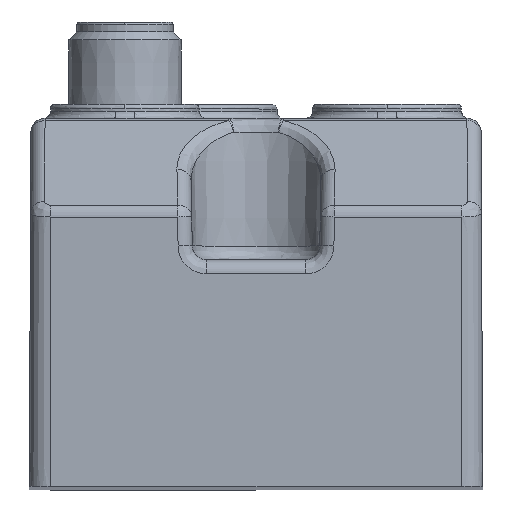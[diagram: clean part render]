
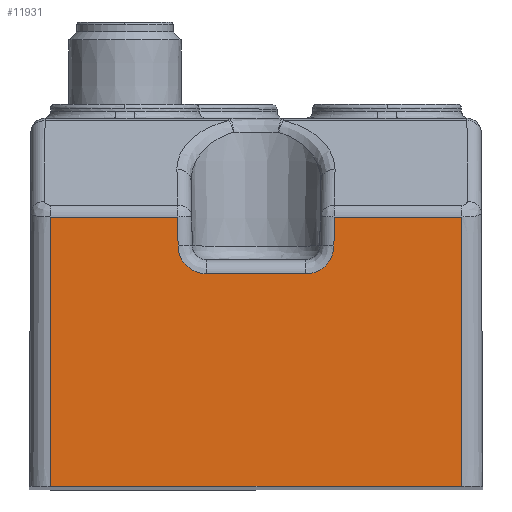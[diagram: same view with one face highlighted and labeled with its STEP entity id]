
A CAD part, top view. The second image highlights one B-rep face of the part: STEP entity #11931.
In plain terms, the highlighted planar face has unit normal (0, 0.004, 1).
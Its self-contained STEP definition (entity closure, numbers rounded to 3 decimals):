
#327 = CARTESIAN_POINT ( 'NONE',  ( -3.5, 17.004, 72.435 ) ) ;
#1096 = CARTESIAN_POINT ( 'NONE',  ( 0., 2., 72.5 ) ) ;
#2307 = DIRECTION ( 'NONE',  ( 0., 0.004, 1. ) ) ;
#2645 = CARTESIAN_POINT ( 'NONE',  ( -14.5, 21.016, 72.417 ) ) ;
#2838 = CARTESIAN_POINT ( 'NONE',  ( 14.5, 2., 72.5 ) ) ;
#3429 = VECTOR ( 'NONE', #38350, 1000. ) ;
#3666 = DIRECTION ( 'NONE',  ( 0., 1., -0.004 ) ) ;
#3688 = CARTESIAN_POINT ( 'NONE',  ( -4.17, 17.12, 72.434 ) ) ;
#4024 = LINE ( 'NONE', #15648, #45814 ) ;
#4097 = LINE ( 'NONE', #18319, #3429 ) ;
#4220 = CARTESIAN_POINT ( 'NONE',  ( -5.301, 18.134, 72.43 ) ) ;
#4389 = CARTESIAN_POINT ( 'NONE',  ( -4.022, 17.072, 72.434 ) ) ;
#4776 = CARTESIAN_POINT ( 'NONE',  ( 5.361, 18.272, 72.429 ) ) ;
#4947 = CARTESIAN_POINT ( 'NONE',  ( -5.5, 18.969, 72.426 ) ) ;
#5051 = EDGE_CURVE ( 'NONE', #7963, #19783, #50935, .T. ) ;
#5323 = EDGE_CURVE ( 'NONE', #7956, #33731, #4024, .T. ) ;
#5930 = LINE ( 'NONE', #43019, #30025 ) ;
#7040 = VECTOR ( 'NONE', #8876, 1000. ) ;
#7086 = EDGE_CURVE ( 'NONE', #43979, #30132, #39374, .T. ) ;
#7173 = DIRECTION ( 'NONE',  ( -1., 0., 0. ) ) ;
#7592 = CARTESIAN_POINT ( 'NONE',  ( -4.483, 17.241, 72.433 ) ) ;
#7952 = CARTESIAN_POINT ( 'NONE',  ( -5.445, 18.475, 72.428 ) ) ;
#7956 = VERTEX_POINT ( 'NONE', #4947 ) ;
#7963 = VERTEX_POINT ( 'NONE', #33107 ) ;
#8163 = CARTESIAN_POINT ( 'NONE',  ( 5.423, 18.449, 72.428 ) ) ;
#8285 = CARTESIAN_POINT ( 'NONE',  ( -4.213, 17.136, 72.434 ) ) ;
#8876 = DIRECTION ( 'NONE',  ( -1., 0., 0. ) ) ;
#10029 = ORIENTED_EDGE ( 'NONE', *, *, #28539, .F. ) ;
#11931 = ADVANCED_FACE ( 'NONE', ( #31973 ), #38459, .T. ) ;
#12378 = CARTESIAN_POINT ( 'NONE',  ( -4.707, 17.387, 72.433 ) ) ;
#12779 = CARTESIAN_POINT ( 'NONE',  ( 0., 17.004, 72.435 ) ) ;
#13119 = CARTESIAN_POINT ( 'NONE',  ( 3.5, 17.004, 72.435 ) ) ;
#13238 = ORIENTED_EDGE ( 'NONE', *, *, #17614, .T. ) ;
#13283 = CARTESIAN_POINT ( 'NONE',  ( 4.648, 17.356, 72.433 ) ) ;
#13623 = CARTESIAN_POINT ( 'NONE',  ( 5.356, 18.259, 72.429 ) ) ;
#13905 = VECTOR ( 'NONE', #7173, 1000. ) ;
#14344 = CARTESIAN_POINT ( 'NONE',  ( 0., 2., 72.5 ) ) ;
#15030 = EDGE_CURVE ( 'NONE', #50540, #23683, #32342, .T. ) ;
#15291 = LINE ( 'NONE', #1096, #7040 ) ;
#15648 = CARTESIAN_POINT ( 'NONE',  ( -5.5, 18.969, 72.426 ) ) ;
#16105 = CARTESIAN_POINT ( 'NONE',  ( -3.811, 17.022, 72.434 ) ) ;
#16137 = CARTESIAN_POINT ( 'NONE',  ( 5.5, 18.969, 72.426 ) ) ;
#16265 = CARTESIAN_POINT ( 'NONE',  ( -5.322, 18.18, 72.429 ) ) ;
#16306 = CARTESIAN_POINT ( 'NONE',  ( 5.389, 18.345, 72.429 ) ) ;
#16431 = CARTESIAN_POINT ( 'NONE',  ( -4.999, 17.673, 72.432 ) ) ;
#16446 = LINE ( 'NONE', #28384, #13905 ) ;
#17510 = ORIENTED_EDGE ( 'NONE', *, *, #5051, .T. ) ;
#17614 = EDGE_CURVE ( 'NONE', #30132, #7963, #4097, .T. ) ;
#17686 = CARTESIAN_POINT ( 'NONE',  ( -5.535, 21.016, 72.417 ) ) ;
#18319 = CARTESIAN_POINT ( 'NONE',  ( 0., 21.016, 72.417 ) ) ;
#19550 = DIRECTION ( 'NONE',  ( -0.017, 1., -0.004 ) ) ;
#19783 = VERTEX_POINT ( 'NONE', #29373 ) ;
#20835 = EDGE_CURVE ( 'NONE', #33731, #49361, #16446, .T. ) ;
#21090 = ORIENTED_EDGE ( 'NONE', *, *, #7086, .T. ) ;
#21563 = VECTOR ( 'NONE', #41627, 1000. ) ;
#22241 = AXIS2_PLACEMENT_3D ( 'NONE', #14344, #2307, #30632 ) ;
#22437 = VERTEX_POINT ( 'NONE', #42660 ) ;
#22881 = VECTOR ( 'NONE', #43815, 1000. ) ;
#22912 = CARTESIAN_POINT ( 'NONE',  ( 3.5, 17.004, 72.435 ) ) ;
#23457 = CARTESIAN_POINT ( 'NONE',  ( 14.5, 2., 72.5 ) ) ;
#23559 = ORIENTED_EDGE ( 'NONE', *, *, #20835, .T. ) ;
#23683 = VERTEX_POINT ( 'NONE', #47977 ) ;
#25282 = CARTESIAN_POINT ( 'NONE',  ( 4.244, 17.148, 72.434 ) ) ;
#25460 = CARTESIAN_POINT ( 'NONE',  ( 3.995, 17.05, 72.434 ) ) ;
#26629 = B_SPLINE_CURVE_WITH_KNOTS ( 'NONE', 3,
 ( #16137, #32426, #44441, #8163, #16306, #29582, #4776, #13623, #41959, #49593, #49768, #13283, #45652, #49416, #45479, #41786, #25282, #25460, #41448, #13119 ),
 .UNSPECIFIED., .F., .F.,
 ( 4, 1, 1, 1, 2, 2, 2, 1, 1, 1, 2, 2, 4 ),
 ( 0., 0.125, 0.187, 0.219, 0.234, 0.25, 0.5, 0.625, 0.687, 0.719, 0.734, 0.75, 1. ),
 .UNSPECIFIED. ) ;
#28325 = CARTESIAN_POINT ( 'NONE',  ( -5.5, 18.969, 72.426 ) ) ;
#28384 = CARTESIAN_POINT ( 'NONE',  ( 0., 21.016, 72.417 ) ) ;
#28539 = EDGE_CURVE ( 'NONE', #43979, #22437, #15291, .T. ) ;
#28674 = CARTESIAN_POINT ( 'NONE',  ( -3.626, 17.004, 72.435 ) ) ;
#28793 = CARTESIAN_POINT ( 'NONE',  ( 5.535, 21.016, 72.417 ) ) ;
#29373 = CARTESIAN_POINT ( 'NONE',  ( 5.5, 18.969, 72.426 ) ) ;
#29582 = CARTESIAN_POINT ( 'NONE',  ( 5.372, 18.301, 72.429 ) ) ;
#29822 = ORIENTED_EDGE ( 'NONE', *, *, #5323, .T. ) ;
#30025 = VECTOR ( 'NONE', #3666, 1000. ) ;
#30132 = VERTEX_POINT ( 'NONE', #52244 ) ;
#30632 = DIRECTION ( 'NONE',  ( 0., -1., 0.004 ) ) ;
#31461 = EDGE_CURVE ( 'NONE', #23683, #7956, #41882, .T. ) ;
#31705 = ORIENTED_EDGE ( 'NONE', *, *, #31461, .T. ) ;
#31973 = FACE_OUTER_BOUND ( 'NONE', #43918, .T. ) ;
#32041 = CARTESIAN_POINT ( 'NONE',  ( -5.343, 18.228, 72.429 ) ) ;
#32342 = LINE ( 'NONE', #12779, #21563 ) ;
#32426 = CARTESIAN_POINT ( 'NONE',  ( 5.497, 18.844, 72.427 ) ) ;
#32565 = CARTESIAN_POINT ( 'NONE',  ( -5.336, 18.211, 72.429 ) ) ;
#33107 = CARTESIAN_POINT ( 'NONE',  ( 5.535, 21.016, 72.417 ) ) ;
#33402 = ORIENTED_EDGE ( 'NONE', *, *, #46352, .F. ) ;
#33731 = VERTEX_POINT ( 'NONE', #17686 ) ;
#36946 = DIRECTION ( 'NONE',  ( -0.017, -1., 0.004 ) ) ;
#38350 = DIRECTION ( 'NONE',  ( -1., 0., 0. ) ) ;
#38459 = PLANE ( 'NONE',  #22241 ) ;
#39374 = LINE ( 'NONE', #23457, #22881 ) ;
#39607 = EDGE_CURVE ( 'NONE', #19783, #50540, #26629, .T. ) ;
#40031 = CARTESIAN_POINT ( 'NONE',  ( -5.495, 18.718, 72.427 ) ) ;
#41448 = CARTESIAN_POINT ( 'NONE',  ( 3.752, 17.004, 72.435 ) ) ;
#41627 = DIRECTION ( 'NONE',  ( -1., 0., 0. ) ) ;
#41786 = CARTESIAN_POINT ( 'NONE',  ( 4.261, 17.155, 72.434 ) ) ;
#41882 = B_SPLINE_CURVE_WITH_KNOTS ( 'NONE', 3,
 ( #327, #28674, #16105, #4389, #48322, #3688, #48851, #8285, #7592, #12378, #16431, #48144, #48509, #4220, #16265, #32565, #32041, #7952, #40031, #28325 ),
 .UNSPECIFIED., .F., .F.,
 ( 4, 1, 1, 1, 2, 2, 2, 1, 1, 1, 2, 2, 4 ),
 ( 0., 0.125, 0.187, 0.219, 0.234, 0.25, 0.5, 0.625, 0.687, 0.719, 0.734, 0.75, 1. ),
 .UNSPECIFIED. ) ;
#41959 = CARTESIAN_POINT ( 'NONE',  ( 5.246, 17.991, 72.43 ) ) ;
#42660 = CARTESIAN_POINT ( 'NONE',  ( -14.5, 2., 72.5 ) ) ;
#43019 = CARTESIAN_POINT ( 'NONE',  ( -14.5, -498998., 2249.812 ) ) ;
#43815 = DIRECTION ( 'NONE',  ( 0., 1., -0.004 ) ) ;
#43918 = EDGE_LOOP ( 'NONE', ( #33402, #10029, #21090, #13238, #17510, #50696, #47950, #31705, #29822, #23559 ) ) ;
#43979 = VERTEX_POINT ( 'NONE', #2838 ) ;
#44441 = CARTESIAN_POINT ( 'NONE',  ( 5.477, 18.659, 72.427 ) ) ;
#45479 = CARTESIAN_POINT ( 'NONE',  ( 4.292, 17.168, 72.434 ) ) ;
#45652 = CARTESIAN_POINT ( 'NONE',  ( 4.445, 17.239, 72.434 ) ) ;
#45814 = VECTOR ( 'NONE', #19550, 1000. ) ;
#46352 = EDGE_CURVE ( 'NONE', #22437, #49361, #5930, .T. ) ;
#46422 = VECTOR ( 'NONE', #36946, 1000. ) ;
#47950 = ORIENTED_EDGE ( 'NONE', *, *, #15030, .T. ) ;
#47977 = CARTESIAN_POINT ( 'NONE',  ( -3.5, 17.004, 72.435 ) ) ;
#48144 = CARTESIAN_POINT ( 'NONE',  ( -5.128, 17.828, 72.431 ) ) ;
#48322 = CARTESIAN_POINT ( 'NONE',  ( -4.126, 17.104, 72.434 ) ) ;
#48509 = CARTESIAN_POINT ( 'NONE',  ( -5.248, 18.029, 72.43 ) ) ;
#48851 = CARTESIAN_POINT ( 'NONE',  ( -4.2, 17.131, 72.434 ) ) ;
#49361 = VERTEX_POINT ( 'NONE', #2645 ) ;
#49416 = CARTESIAN_POINT ( 'NONE',  ( 4.339, 17.188, 72.434 ) ) ;
#49593 = CARTESIAN_POINT ( 'NONE',  ( 5.096, 17.769, 72.431 ) ) ;
#49768 = CARTESIAN_POINT ( 'NONE',  ( 4.805, 17.482, 72.432 ) ) ;
#50540 = VERTEX_POINT ( 'NONE', #22912 ) ;
#50696 = ORIENTED_EDGE ( 'NONE', *, *, #39607, .T. ) ;
#50935 = LINE ( 'NONE', #28793, #46422 ) ;
#52244 = CARTESIAN_POINT ( 'NONE',  ( 14.5, 21.016, 72.417 ) ) ;
